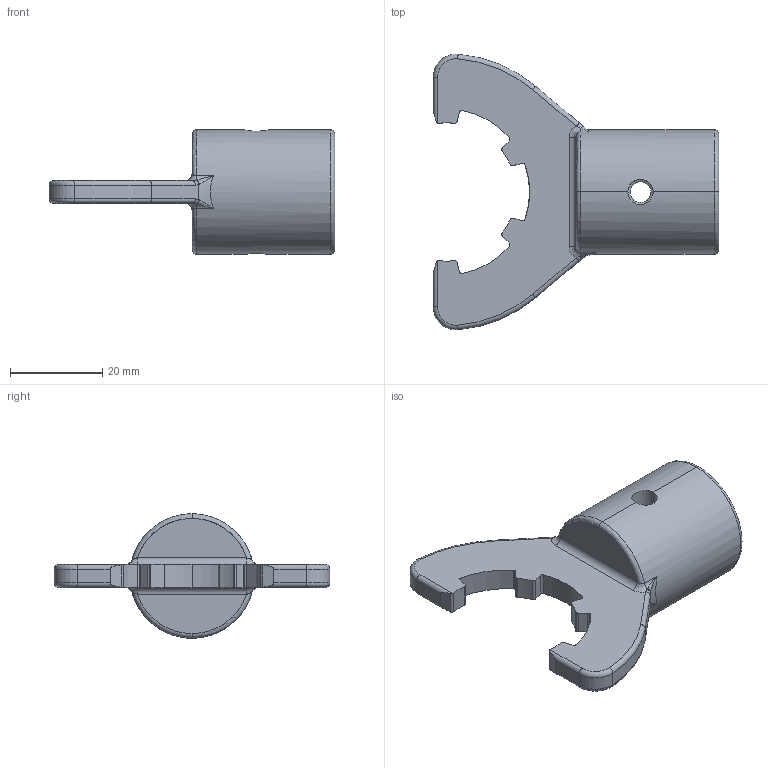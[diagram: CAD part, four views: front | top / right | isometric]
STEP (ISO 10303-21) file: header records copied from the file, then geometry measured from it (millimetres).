
FILE_DESCRIPTION(('HOOPS Exchange Step'),'2;1');
FILE_NAME('export-4C56B166-386B-4FCA-AE52-76E057030234.stp','2023-12-02T15:13:30+01:00',('Engineering'),('Alibre'),'HOOPS Exchange 2021.0','Alibre','Unknown authorisation');
FILE_SCHEMA( ('AP242_MANAGED_MODEL_BASED_3D_ENGINEERING_MIM_LF {1 0 10303 442 1 1 4 }') );
Length unit declared in the file: millimetre
Products named in the file (1): 6396 Wrenchhead for ER 20 Nut, A-E 20
Bounding box: 62 x 59.79 x 27 mm (x, y, z)
Surface area: 7495 mm2 (no closed solid volume)
Topology: 0 solids, 92 shells, 104 faces, 504 edges, 478 vertices
Faces by surface type: cylinder 54, plane 17, bspline 15, torus 14, cone 4
Entity records: 8643 total; most frequent: CARTESIAN_POINT 4361, DIRECTION 865, ORIENTED_EDGE 526, EDGE_CURVE 502, VERTEX_POINT 478, AXIS2_PLACEMENT_3D 348, CIRCLE 235, STYLED_ITEM 184
